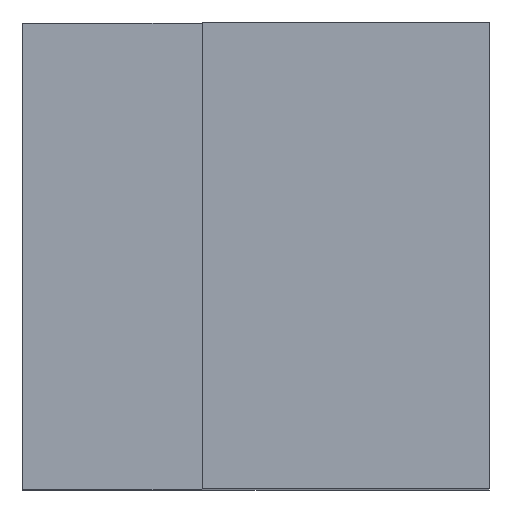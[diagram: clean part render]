
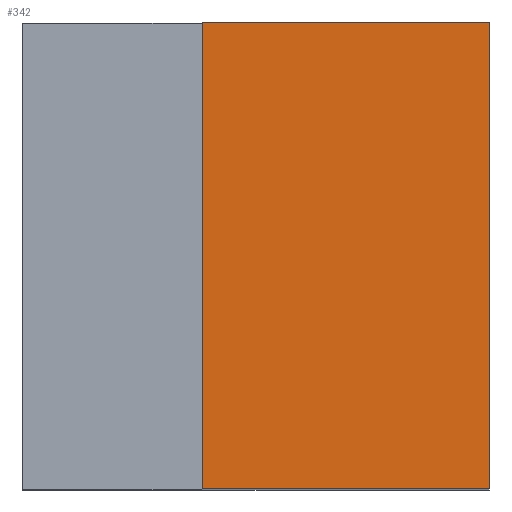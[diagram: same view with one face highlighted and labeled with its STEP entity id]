
A CAD part, top view. The second image highlights one B-rep face of the part: STEP entity #342.
In plain terms, the highlighted planar face has unit normal (0, 0, 1).
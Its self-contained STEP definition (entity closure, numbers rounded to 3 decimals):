
#84 = LINE ( 'NONE', #101, #5560 ) ;
#101 = CARTESIAN_POINT ( 'NONE',  ( -1.5, -6.5, 20. ) ) ;
#103 = DIRECTION ( 'NONE',  ( 1., 0., 0. ) ) ;
#342 = ADVANCED_FACE ( 'NONE', ( #992 ), #993, .T. ) ;
#985 = CARTESIAN_POINT ( 'NONE',  ( 6.5, -6.5, 20. ) ) ;
#992 = FACE_OUTER_BOUND ( 'NONE', #2755, .T. ) ;
#993 = PLANE ( 'NONE',  #5502 ) ;
#995 = DIRECTION ( 'NONE',  ( 0., 0., 1. ) ) ;
#996 = DIRECTION ( 'NONE',  ( 1., 0., 0. ) ) ;
#1370 = EDGE_CURVE ( 'NONE', #3655, #3659, #84, .T. ) ;
#2755 = EDGE_LOOP ( 'NONE', ( #5320, #5321, #5322, #5323 ) ) ;
#2957 = EDGE_CURVE ( 'NONE', #3665, #3655, #6215, .T. ) ;
#2959 = EDGE_CURVE ( 'NONE', #3662, #3665, #6218, .T. ) ;
#2961 = EDGE_CURVE ( 'NONE', #3659, #3662, #6226, .T. ) ;
#3655 = VERTEX_POINT ( 'NONE', #4475 ) ;
#3659 = VERTEX_POINT ( 'NONE', #4479 ) ;
#3662 = VERTEX_POINT ( 'NONE', #4482 ) ;
#3665 = VERTEX_POINT ( 'NONE', #4485 ) ;
#4475 = CARTESIAN_POINT ( 'NONE',  ( -1.5, -6.5, 20. ) ) ;
#4479 = CARTESIAN_POINT ( 'NONE',  ( 6.5, -6.5, 20. ) ) ;
#4482 = CARTESIAN_POINT ( 'NONE',  ( 6.5, 6.5, 20. ) ) ;
#4485 = CARTESIAN_POINT ( 'NONE',  ( -1.5, 6.5, 20. ) ) ;
#5320 = ORIENTED_EDGE ( 'NONE', *, *, #1370, .T. ) ;
#5321 = ORIENTED_EDGE ( 'NONE', *, *, #2961, .T. ) ;
#5322 = ORIENTED_EDGE ( 'NONE', *, *, #2959, .T. ) ;
#5323 = ORIENTED_EDGE ( 'NONE', *, *, #2957, .T. ) ;
#5502 = AXIS2_PLACEMENT_3D ( 'NONE', #985, #995, #996 ) ;
#5560 = VECTOR ( 'NONE', #103, 1000. ) ;
#5698 = VECTOR ( 'NONE', #6228, 1000. ) ;
#5703 = VECTOR ( 'NONE', #6217, 1000. ) ;
#5714 = VECTOR ( 'NONE', #6222, 1000. ) ;
#6181 = CARTESIAN_POINT ( 'NONE',  ( 6.5, 6.5, 20. ) ) ;
#6215 = LINE ( 'NONE', #6216, #5703 ) ;
#6216 = CARTESIAN_POINT ( 'NONE',  ( -1.5, 6.5, 20. ) ) ;
#6217 = DIRECTION ( 'NONE',  ( 0., -1., 0. ) ) ;
#6218 = LINE ( 'NONE', #6181, #5714 ) ;
#6222 = DIRECTION ( 'NONE',  ( -1., 0., 0. ) ) ;
#6226 = LINE ( 'NONE', #6227, #5698 ) ;
#6227 = CARTESIAN_POINT ( 'NONE',  ( 6.5, -6.5, 20. ) ) ;
#6228 = DIRECTION ( 'NONE',  ( 0., 1., 0. ) ) ;
